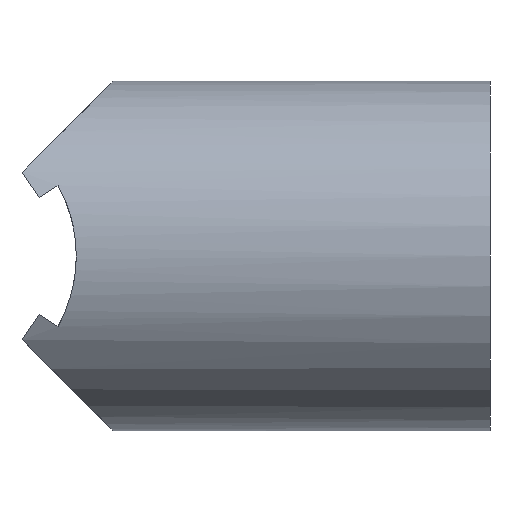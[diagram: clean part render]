
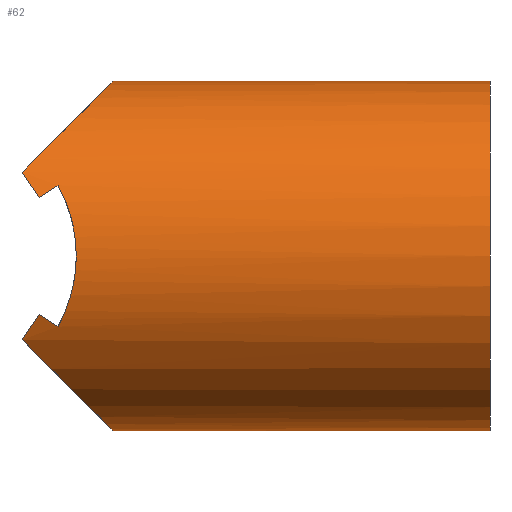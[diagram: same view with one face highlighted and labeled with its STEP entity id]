
A CAD part, front view. The second image highlights one B-rep face of the part: STEP entity #62.
In plain terms, the highlighted cylindrical face has radius 17 mm (diameter 34 mm), a partial arc.
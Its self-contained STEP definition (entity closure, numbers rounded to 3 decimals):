
#62=ADVANCED_FACE('NONE',(#119),#120,.T.);
#119=FACE_OUTER_BOUND('',#167,.T.);
#120=CYLINDRICAL_SURFACE('',#168,17.0);
#167=EDGE_LOOP('',(#270,#271,#272,#273,#274,#275,#276,#277,#278,#279));
#168=AXIS2_PLACEMENT_3D('',#280,#281,#282);
#270=ORIENTED_EDGE('',*,*,#286,.F.);
#271=ORIENTED_EDGE('',*,*,#305,.T.);
#272=ORIENTED_EDGE('',*,*,#294,.T.);
#273=ORIENTED_EDGE('',*,*,#325,.T.);
#274=ORIENTED_EDGE('',*,*,#322,.T.);
#275=ORIENTED_EDGE('',*,*,#319,.T.);
#276=ORIENTED_EDGE('',*,*,#316,.T.);
#277=ORIENTED_EDGE('',*,*,#313,.T.);
#278=ORIENTED_EDGE('',*,*,#310,.T.);
#279=ORIENTED_EDGE('',*,*,#307,.T.);
#280=CARTESIAN_POINT('',(22.,0.0,0.0));
#281=DIRECTION('',(1.0,-0.0,0.0));
#282=DIRECTION('',(0.0,0.0,1.0));
#286=EDGE_CURVE('NONE',#330,#332,#333,.T.);
#294=EDGE_CURVE('NONE',#329,#346,#348,.T.);
#305=EDGE_CURVE('NONE',#330,#329,#363,.T.);
#307=EDGE_CURVE('NONE',#365,#332,#366,.T.);
#310=EDGE_CURVE('NONE',#369,#365,#370,.T.);
#313=EDGE_CURVE('NONE',#373,#369,#374,.T.);
#316=EDGE_CURVE('NONE',#377,#373,#378,.T.);
#319=EDGE_CURVE('NONE',#381,#377,#382,.T.);
#322=EDGE_CURVE('NONE',#385,#381,#386,.T.);
#325=EDGE_CURVE('NONE',#346,#385,#389,.T.);
#329=VERTEX_POINT('NONE',#393);
#330=VERTEX_POINT('NONE',#394);
#332=VERTEX_POINT('NONE',#396);
#333=LINE('',#397,#398);
#346=VERTEX_POINT('NONE',#480);
#348=LINE('',#492,#493);
#363=CIRCLE('',#510,17.0);
#365=VERTEX_POINT('NONE',#512);
#366=(B_SPLINE_CURVE(3,(#514,#515,#516,#517),.UNSPECIFIED.,.F.,.F.)B_SPLINE_CURVE_WITH_KNOTS((4,4),(2.071,3.142),.UNSPECIFIED.)RATIONAL_B_SPLINE_CURVE((1.0,0.907,0.907,1.0))BOUNDED_CURVE()REPRESENTATION_ITEM('')GEOMETRIC_REPRESENTATION_ITEM()CURVE());
#369=VERTEX_POINT('NONE',#527);
#370=(B_SPLINE_CURVE(3,(#529,#530,#531,#532),.UNSPECIFIED.,.F.,.F.)B_SPLINE_CURVE_WITH_KNOTS((4,4),(5.055,5.212),.UNSPECIFIED.)RATIONAL_B_SPLINE_CURVE((1.0,0.998,0.998,1.0))BOUNDED_CURVE()REPRESENTATION_ITEM('')GEOMETRIC_REPRESENTATION_ITEM()CURVE());
#373=VERTEX_POINT('NONE',#542);
#374=(B_SPLINE_CURVE(3,(#544,#545,#546,#547),.UNSPECIFIED.,.F.,.F.)B_SPLINE_CURVE_WITH_KNOTS((4,4),(4.297,4.37),.UNSPECIFIED.)RATIONAL_B_SPLINE_CURVE((1.0,1.,1.,1.0))BOUNDED_CURVE()REPRESENTATION_ITEM('')GEOMETRIC_REPRESENTATION_ITEM()CURVE());
#377=VERTEX_POINT('NONE',#557);
#378=B_SPLINE_CURVE_WITH_KNOTS('',3,(#558,#559,#560,#561,#562,#563,#564,#565,#566,#567,#568,#569,#570,#571,#572,#573,#574,#575,#576,#577),.UNSPECIFIED.,.F.,.F.,(4,2,2,2,2,2,2,2,2,4),(0.,0.004,0.005,0.005,0.007,0.008,0.009,0.011,0.013,0.015),.UNSPECIFIED.);
#381=VERTEX_POINT('NONE',#581);
#382=(B_SPLINE_CURVE(3,(#583,#584,#585,#586),.UNSPECIFIED.,.F.,.F.)B_SPLINE_CURVE_WITH_KNOTS((4,4),(1.913,1.987),.UNSPECIFIED.)RATIONAL_B_SPLINE_CURVE((1.0,1.,1.,1.0))BOUNDED_CURVE()REPRESENTATION_ITEM('')GEOMETRIC_REPRESENTATION_ITEM()CURVE());
#385=VERTEX_POINT('NONE',#596);
#386=(B_SPLINE_CURVE(3,(#598,#599,#600,#601),.UNSPECIFIED.,.F.,.F.)B_SPLINE_CURVE_WITH_KNOTS((4,4),(1.071,1.229),.UNSPECIFIED.)RATIONAL_B_SPLINE_CURVE((1.0,0.998,0.998,1.0))BOUNDED_CURVE()REPRESENTATION_ITEM('')GEOMETRIC_REPRESENTATION_ITEM()CURVE());
#389=(B_SPLINE_CURVE(3,(#612,#613,#614,#615),.UNSPECIFIED.,.F.,.F.)B_SPLINE_CURVE_WITH_KNOTS((4,4),(3.142,4.212),.UNSPECIFIED.)RATIONAL_B_SPLINE_CURVE((1.0,0.907,0.907,1.0))BOUNDED_CURVE()REPRESENTATION_ITEM('')GEOMETRIC_REPRESENTATION_ITEM()CURVE());
#393=CARTESIAN_POINT('',(22.,0.0,17.0));
#394=CARTESIAN_POINT('',(22.,0.,-17.0));
#396=CARTESIAN_POINT('',(-14.668,0.,-17.0));
#397=CARTESIAN_POINT('',(22.,0.,-17.0));
#398=VECTOR('',#627,1000.0);
#480=CARTESIAN_POINT('',(-14.668,0.0,17.0));
#492=CARTESIAN_POINT('',(22.,0.0,17.0));
#493=VECTOR('',#628,1000.0);
#510=AXIS2_PLACEMENT_3D('',#643,#644,#645);
#512=CARTESIAN_POINT('',(-23.518,-14.919,-8.15));
#514=CARTESIAN_POINT('',(-23.518,-14.919,-8.15));
#515=CARTESIAN_POINT('',(-17.921,-11.862,-13.746));
#516=CARTESIAN_POINT('',(-14.668,-6.377,-17.0));
#517=CARTESIAN_POINT('',(-14.668,0.,-17.0));
#527=CARTESIAN_POINT('',(-21.838,-16.014,-5.705));
#529=CARTESIAN_POINT('',(-21.838,-16.014,-5.705));
#530=CARTESIAN_POINT('',(-22.417,-15.714,-6.548));
#531=CARTESIAN_POINT('',(-22.978,-15.348,-7.364));
#532=CARTESIAN_POINT('',(-23.518,-14.919,-8.15));
#542=CARTESIAN_POINT('',(-20.014,-15.551,-6.867));
#544=CARTESIAN_POINT('',(-20.014,-15.551,-6.867));
#545=CARTESIAN_POINT('',(-20.613,-15.72,-6.486));
#546=CARTESIAN_POINT('',(-21.221,-15.874,-6.098));
#547=CARTESIAN_POINT('',(-21.838,-16.014,-5.705));
#557=CARTESIAN_POINT('',(-20.014,-15.551,6.867));
#558=CARTESIAN_POINT('',(-20.014,-15.551,6.867));
#559=CARTESIAN_POINT('',(-19.459,-15.997,5.859));
#560=CARTESIAN_POINT('',(-19.021,-16.358,4.779));
#561=CARTESIAN_POINT('',(-18.64,-16.675,3.323));
#562=CARTESIAN_POINT('',(-18.572,-16.731,3.026));
#563=CARTESIAN_POINT('',(-18.456,-16.828,2.431));
#564=CARTESIAN_POINT('',(-18.407,-16.868,2.133));
#565=CARTESIAN_POINT('',(-18.29,-16.966,1.232));
#566=CARTESIAN_POINT('',(-18.251,-16.999,0.626));
#567=CARTESIAN_POINT('',(-18.25,-17.,-0.292));
#568=CARTESIAN_POINT('',(-18.259,-16.992,-0.601));
#569=CARTESIAN_POINT('',(-18.299,-16.959,-1.216));
#570=CARTESIAN_POINT('',(-18.328,-16.935,-1.52));
#571=CARTESIAN_POINT('',(-18.445,-16.837,-2.425));
#572=CARTESIAN_POINT('',(-18.56,-16.741,-3.016));
#573=CARTESIAN_POINT('',(-18.862,-16.49,-4.176));
#574=CARTESIAN_POINT('',(-19.051,-16.334,-4.747));
#575=CARTESIAN_POINT('',(-19.488,-15.976,-5.838));
#576=CARTESIAN_POINT('',(-19.736,-15.774,-6.363));
#577=CARTESIAN_POINT('',(-20.014,-15.551,-6.867));
#581=CARTESIAN_POINT('',(-21.838,-16.014,5.705));
#583=CARTESIAN_POINT('',(-21.838,-16.014,5.705));
#584=CARTESIAN_POINT('',(-21.221,-15.874,6.098));
#585=CARTESIAN_POINT('',(-20.613,-15.72,6.486));
#586=CARTESIAN_POINT('',(-20.014,-15.551,6.867));
#596=CARTESIAN_POINT('',(-23.518,-14.919,8.15));
#598=CARTESIAN_POINT('',(-23.518,-14.919,8.15));
#599=CARTESIAN_POINT('',(-22.978,-15.348,7.364));
#600=CARTESIAN_POINT('',(-22.417,-15.714,6.548));
#601=CARTESIAN_POINT('',(-21.838,-16.014,5.705));
#612=CARTESIAN_POINT('',(-14.668,0.0,17.0));
#613=CARTESIAN_POINT('',(-14.668,-6.377,17.0));
#614=CARTESIAN_POINT('',(-17.921,-11.862,13.746));
#615=CARTESIAN_POINT('',(-23.518,-14.919,8.15));
#627=DIRECTION('',(-1.0,0.0,0.0));
#628=DIRECTION('',(-1.0,0.0,0.0));
#643=CARTESIAN_POINT('',(22.,0.0,0.0));
#644=DIRECTION('',(-1.0,0.0,0.0));
#645=DIRECTION('',(0.0,0.0,1.0));
